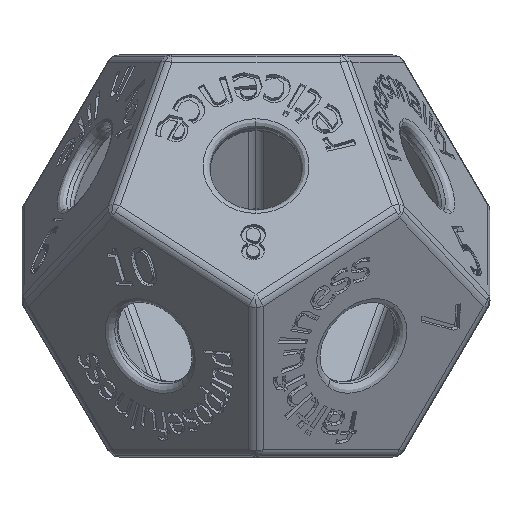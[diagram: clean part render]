
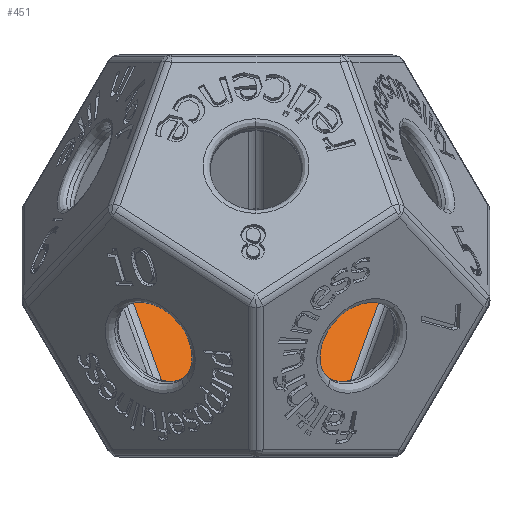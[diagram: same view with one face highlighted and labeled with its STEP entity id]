
A CAD part, front view. The second image highlights one B-rep face of the part: STEP entity #451.
In plain terms, the highlighted planar face has unit normal (0, -0.894, 0.447).
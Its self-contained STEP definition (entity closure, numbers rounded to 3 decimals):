
#451=ADVANCED_FACE('',(#5697,#5698),#5699,.F.);
#5697=FACE_OUTER_BOUND('',#19317,.T.);
#5698=FACE_BOUND('',#19318,.T.);
#5699=PLANE('',#19319);
#19317=EDGE_LOOP('',(#53401,#53402,#53403,#53404,#53405));
#19318=EDGE_LOOP('',(#53406,#53407,#53408));
#19319=AXIS2_PLACEMENT_3D('',#53409,#53410,#53411);
#53401=ORIENTED_EDGE('',*,*,#154008,.T.);
#53402=ORIENTED_EDGE('',*,*,#154017,.T.);
#53403=ORIENTED_EDGE('',*,*,#154122,.T.);
#53404=ORIENTED_EDGE('',*,*,#154114,.T.);
#53405=ORIENTED_EDGE('',*,*,#153843,.T.);
#53406=ORIENTED_EDGE('',*,*,#153359,.F.);
#53407=ORIENTED_EDGE('',*,*,#153358,.F.);
#53408=ORIENTED_EDGE('',*,*,#155803,.F.);
#53409=CARTESIAN_POINT('',(-0.53,35.396,21.679));
#53410=DIRECTION('',(0.,0.894,-0.447));
#53411=DIRECTION('',(0.0,0.447,0.894));
#153358=EDGE_CURVE('',#167554,#167556,#167557,.T.);
#153359=EDGE_CURVE('',#167556,#167550,#167558,.T.);
#153843=EDGE_CURVE('',#168468,#168466,#168469,.T.);
#154008=EDGE_CURVE('',#168466,#168714,#168716,.T.);
#154017=EDGE_CURVE('',#168714,#168726,#168728,.T.);
#154114=EDGE_CURVE('',#168845,#168468,#168846,.T.);
#154122=EDGE_CURVE('',#168726,#168845,#168854,.T.);
#155803=EDGE_CURVE('',#167550,#167554,#172125,.T.);
#167550=VERTEX_POINT('',#190718);
#167554=VERTEX_POINT('',#190722);
#167556=VERTEX_POINT('',#190724);
#167557=CIRCLE('',#190725,11.5);
#167558=CIRCLE('',#190726,11.5);
#168466=VERTEX_POINT('',#191862);
#168468=VERTEX_POINT('',#191864);
#168469=LINE('',#191865,#191866);
#168714=VERTEX_POINT('',#193462);
#168716=LINE('',#193464,#193465);
#168726=VERTEX_POINT('',#193477);
#168728=LINE('',#193479,#193480);
#168845=VERTEX_POINT('',#193631);
#168846=LINE('',#193632,#193633);
#168854=LINE('',#193643,#193644);
#172125=CIRCLE('',#216637,11.5);
#190718=CARTESIAN_POINT('',(-0.53,40.539,31.965));
#190722=CARTESIAN_POINT('',(-0.53,30.253,11.393));
#190724=CARTESIAN_POINT('',(10.97,35.396,21.679));
#190725=AXIS2_PLACEMENT_3D('',#337611,#337612,#337613);
#190726=AXIS2_PLACEMENT_3D('',#337614,#337615,#337616);
#191862=CARTESIAN_POINT('',(26.158,39.274,29.435));
#191864=CARTESIAN_POINT('',(15.965,25.243,1.374));
#191865=CARTESIAN_POINT('',(21.061,32.258,15.405));
#191866=VECTOR('',#338610,10.0);
#193462=CARTESIAN_POINT('',(-0.53,47.945,46.778));
#193464=CARTESIAN_POINT('',(12.814,43.61,38.107));
#193465=VECTOR('',#338771,10.0);
#193477=CARTESIAN_POINT('',(-27.217,39.274,29.435));
#193479=CARTESIAN_POINT('',(-13.873,43.61,38.107));
#193480=VECTOR('',#338792,10.0);
#193631=CARTESIAN_POINT('',(-17.024,25.243,1.374));
#193632=CARTESIAN_POINT('',(-0.53,25.243,1.374));
#193633=VECTOR('',#339013,10.0);
#193643=CARTESIAN_POINT('',(-22.12,32.258,15.405));
#193644=VECTOR('',#339031,10.0);
#216637=AXIS2_PLACEMENT_3D('',#341186,#341187,#341188);
#337611=CARTESIAN_POINT('',(-0.53,35.396,21.679));
#337612=DIRECTION('',(0.,-0.894,0.447));
#337613=DIRECTION('',(-1.0,0.,0.));
#337614=CARTESIAN_POINT('',(-0.53,35.396,21.679));
#337615=DIRECTION('',(0.,-0.894,0.447));
#337616=DIRECTION('',(-1.0,0.,0.));
#338610=DIRECTION('',(0.309,0.425,0.851));
#338771=DIRECTION('',(-0.809,0.263,0.526));
#338792=DIRECTION('',(-0.809,-0.263,-0.526));
#339013=DIRECTION('',(1.0,0.,0.));
#339031=DIRECTION('',(0.309,-0.425,-0.851));
#341186=CARTESIAN_POINT('',(-0.53,35.396,21.679));
#341187=DIRECTION('',(0.,-0.894,0.447));
#341188=DIRECTION('',(-1.0,0.,0.));
